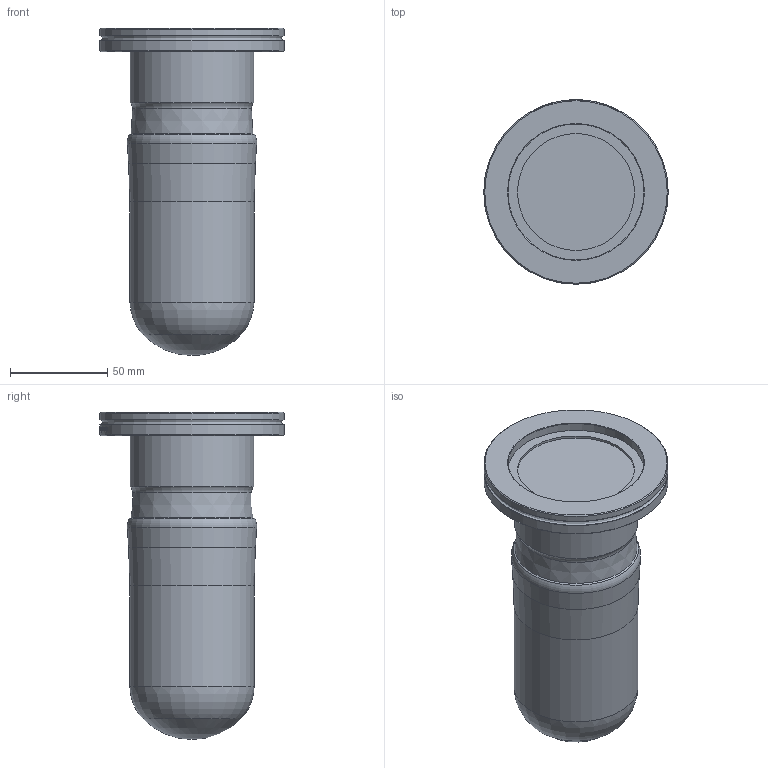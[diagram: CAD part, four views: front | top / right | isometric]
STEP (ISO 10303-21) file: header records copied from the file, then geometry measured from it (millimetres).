
FILE_DESCRIPTION(/* description */ ('Alibre Inc.'),/* implementation_level */ '2;1');
FILE_NAME(/* name */ 'export-56CC2B11-9443-4B41-94FF-F63E2B26204C',/* time_stamp */ '2023-05-03T09:43:05-07:00',/* author */ (''),/* organization */ (''),/* preprocessor_version */ 'ST-DEVELOPER v17',/* originating_system */ 'Alibre',/* authorisation */ '');
FILE_SCHEMA (('CONFIG_CONTROL_DESIGN'));
Length unit declared in the file: inch
Bounding box: 95 x 95 x 168.4 mm (x, y, z)
Volume: 533093.4 mm3; surface area: 49089.3 mm2
Topology: 1 solids, 1 shells, 396 faces, 1074 edges, 714 vertices
Faces by surface type: bspline 228, plane 118, cylinder 36, cone 7, torus 6, sphere 1
Full cylindrical faces by diameter (mm): 60.198 x1, 63.5 x1, 64 x1, 70 x1, 80 x1, 90 x1, 95 x2
Entity records: 16427 total; most frequent: CARTESIAN_POINT 8089, ORIENTED_EDGE 2086, EDGE_CURVE 1043, DIRECTION 931, VERTEX_POINT 705, B_SPLINE_CURVE_WITH_KNOTS 458, EDGE_LOOP 452, FACE_BOUND 452
